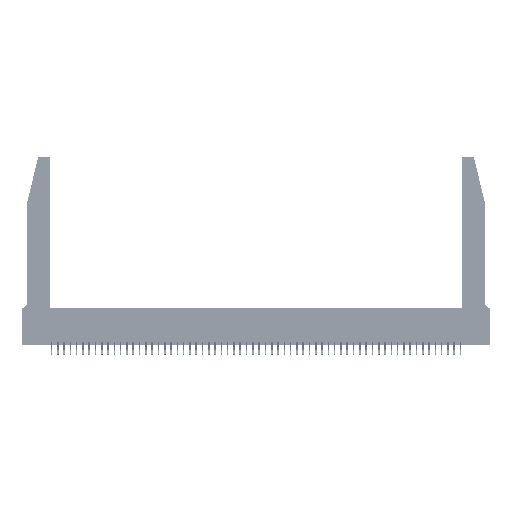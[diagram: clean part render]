
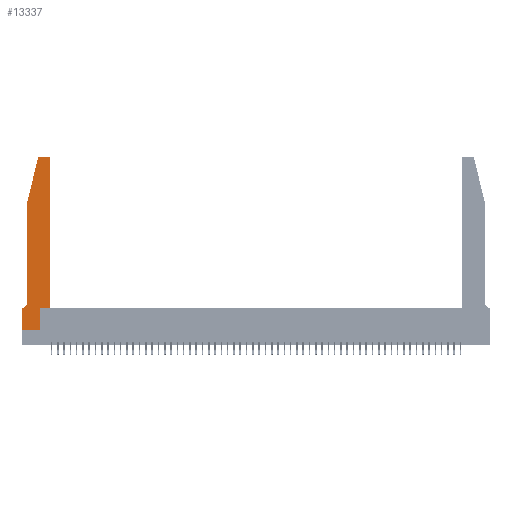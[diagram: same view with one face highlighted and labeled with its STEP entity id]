
A CAD part, top view. The second image highlights one B-rep face of the part: STEP entity #13337.
In plain terms, the highlighted planar face has unit normal (0, 0, 1).
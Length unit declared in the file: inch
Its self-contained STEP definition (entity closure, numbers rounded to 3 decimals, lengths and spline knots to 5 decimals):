
#352 = CARTESIAN_POINT ( 'NONE',  ( 0.0755, 0.35, 0.37 ) ) ;
#887 = VERTEX_POINT ( 'NONE', #17308 ) ;
#1424 = DIRECTION ( 'NONE',  ( -0.239, -0.971, 0. ) ) ;
#1854 = CARTESIAN_POINT ( 'NONE',  ( 0.0055, 0.35, 0.37 ) ) ;
#2566 = CARTESIAN_POINT ( 'NONE',  ( 0.4505, 0.35, 0.37 ) ) ;
#3770 = AXIS2_PLACEMENT_3D ( 'NONE', #12412, #36947, #16730 ) ;
#4263 = AXIS2_PLACEMENT_3D ( 'NONE', #30647, #34787, #5434 ) ;
#5407 = EDGE_CURVE ( 'NONE', #35235, #10400, #9860, .T. ) ;
#5434 = DIRECTION ( 'NONE',  ( -1., 0., 0. ) ) ;
#6746 = CARTESIAN_POINT ( 'NONE',  ( 0.4505, 0.35, 0.37 ) ) ;
#7333 = ORIENTED_EDGE ( 'NONE', *, *, #53330, .T. ) ;
#7347 = ORIENTED_EDGE ( 'NONE', *, *, #34211, .T. ) ;
#7512 = CARTESIAN_POINT ( 'NONE',  ( 0.2865, 0.35, 0.37 ) ) ;
#8496 = DIRECTION ( 'NONE',  ( 1., 0., 0. ) ) ;
#9860 = LINE ( 'NONE', #2566, #14332 ) ;
#10400 = VERTEX_POINT ( 'NONE', #6746 ) ;
#10587 = LINE ( 'NONE', #7512, #35681 ) ;
#11201 = DIRECTION ( 'NONE',  ( 0., -1., 0. ) ) ;
#11642 = EDGE_CURVE ( 'NONE', #887, #18935, #34234, .T. ) ;
#11823 = DIRECTION ( 'NONE',  ( 1., 0., 0. ) ) ;
#12412 = CARTESIAN_POINT ( 'NONE',  ( 0., 0.35, 0.37 ) ) ;
#12613 = CARTESIAN_POINT ( 'NONE',  ( 0., 0., 0.37 ) ) ;
#13337 = ADVANCED_FACE ( 'NONE', ( #51057 ), #48573, .T. ) ;
#13912 = EDGE_CURVE ( 'NONE', #33126, #14145, #24321, .T. ) ;
#13985 = CARTESIAN_POINT ( 'NONE',  ( 0.0755, 2., 0.37 ) ) ;
#14145 = VERTEX_POINT ( 'NONE', #41760 ) ;
#14332 = VECTOR ( 'NONE', #48260, 39.37008 ) ;
#15640 = EDGE_CURVE ( 'NONE', #24042, #39018, #52096, .T. ) ;
#15881 = LINE ( 'NONE', #352, #33947 ) ;
#15883 = CARTESIAN_POINT ( 'NONE',  ( 0.4205, 2.72, 0.37 ) ) ;
#16512 = EDGE_CURVE ( 'NONE', #18935, #35235, #10587, .T. ) ;
#16730 = DIRECTION ( 'NONE',  ( 1., 0., 0. ) ) ;
#17308 = CARTESIAN_POINT ( 'NONE',  ( 0., 0., 0.37 ) ) ;
#17319 = EDGE_CURVE ( 'NONE', #33798, #49871, #40384, .T. ) ;
#17329 = LINE ( 'NONE', #40248, #24370 ) ;
#18935 = VERTEX_POINT ( 'NONE', #25909 ) ;
#20178 = ORIENTED_EDGE ( 'NONE', *, *, #11642, .T. ) ;
#20213 = ORIENTED_EDGE ( 'NONE', *, *, #32166, .T. ) ;
#20406 = AXIS2_PLACEMENT_3D ( 'NONE', #15883, #45677, #11823 ) ;
#20501 = VECTOR ( 'NONE', #37136, 39.37008 ) ;
#23959 = CIRCLE ( 'NONE', #42073, 0.03 ) ;
#24017 = VERTEX_POINT ( 'NONE', #39189 ) ;
#24042 = VERTEX_POINT ( 'NONE', #47379 ) ;
#24204 = EDGE_CURVE ( 'NONE', #14145, #33798, #17329, .T. ) ;
#24321 = LINE ( 'NONE', #13985, #48989 ) ;
#24360 = LINE ( 'NONE', #44095, #30190 ) ;
#24370 = VECTOR ( 'NONE', #11201, 39.37008 ) ;
#25016 = CARTESIAN_POINT ( 'NONE',  ( 0.284, 2.75, 0.37 ) ) ;
#25909 = CARTESIAN_POINT ( 'NONE',  ( 0.2865, 0., 0.37 ) ) ;
#26224 = CARTESIAN_POINT ( 'NONE',  ( 0.284, 2.72, 0.37 ) ) ;
#26632 = CARTESIAN_POINT ( 'NONE',  ( 0.4205, 2.75, 0.37 ) ) ;
#27400 = EDGE_CURVE ( 'NONE', #10400, #24042, #39022, .T. ) ;
#27595 = CARTESIAN_POINT ( 'NONE',  ( 0.4505, 0.35, 0.37 ) ) ;
#27843 = ORIENTED_EDGE ( 'NONE', *, *, #17319, .T. ) ;
#28622 = CARTESIAN_POINT ( 'NONE',  ( 0., 0., 0.37 ) ) ;
#28994 = DIRECTION ( 'NONE',  ( -1., 0., 0. ) ) ;
#30190 = VECTOR ( 'NONE', #31879, 39.37008 ) ;
#30420 = ORIENTED_EDGE ( 'NONE', *, *, #5407, .T. ) ;
#30647 = CARTESIAN_POINT ( 'NONE',  ( 0.0055, 0.42, 0.37 ) ) ;
#31750 = DIRECTION ( 'NONE',  ( 0., 1., 0. ) ) ;
#31879 = DIRECTION ( 'NONE',  ( -1., 0., 0. ) ) ;
#32166 = EDGE_CURVE ( 'NONE', #38809, #33126, #23959, .T. ) ;
#32872 = DIRECTION ( 'NONE',  ( 0., 1., 0. ) ) ;
#33126 = VERTEX_POINT ( 'NONE', #35539 ) ;
#33798 = VERTEX_POINT ( 'NONE', #48217 ) ;
#33947 = VECTOR ( 'NONE', #28994, 39.37008 ) ;
#34211 = EDGE_CURVE ( 'NONE', #39018, #38809, #24360, .T. ) ;
#34234 = LINE ( 'NONE', #12613, #35518 ) ;
#34787 = DIRECTION ( 'NONE',  ( 0., 0., -1. ) ) ;
#34858 = ORIENTED_EDGE ( 'NONE', *, *, #15640, .T. ) ;
#35078 = ORIENTED_EDGE ( 'NONE', *, *, #36355, .T. ) ;
#35235 = VERTEX_POINT ( 'NONE', #42171 ) ;
#35518 = VECTOR ( 'NONE', #8496, 39.37008 ) ;
#35539 = CARTESIAN_POINT ( 'NONE',  ( 0.25487, 2.72718, 0.37 ) ) ;
#35681 = VECTOR ( 'NONE', #32872, 39.37008 ) ;
#36355 = EDGE_CURVE ( 'NONE', #24017, #887, #49187, .T. ) ;
#36947 = DIRECTION ( 'NONE',  ( 0., 0., 1. ) ) ;
#37136 = DIRECTION ( 'NONE',  ( 0., -1., 0. ) ) ;
#38809 = VERTEX_POINT ( 'NONE', #25016 ) ;
#39018 = VERTEX_POINT ( 'NONE', #26632 ) ;
#39022 = LINE ( 'NONE', #27595, #52053 ) ;
#39189 = CARTESIAN_POINT ( 'NONE',  ( 0., 0.35, 0.37 ) ) ;
#39731 = ORIENTED_EDGE ( 'NONE', *, *, #13912, .T. ) ;
#39919 = ORIENTED_EDGE ( 'NONE', *, *, #24204, .T. ) ;
#40248 = CARTESIAN_POINT ( 'NONE',  ( 0.0755, 2., 0.37 ) ) ;
#40384 = CIRCLE ( 'NONE', #4263, 0.07 ) ;
#40560 = ORIENTED_EDGE ( 'NONE', *, *, #27400, .T. ) ;
#41053 = ORIENTED_EDGE ( 'NONE', *, *, #16512, .T. ) ;
#41760 = CARTESIAN_POINT ( 'NONE',  ( 0.0755, 2., 0.37 ) ) ;
#41995 = DIRECTION ( 'NONE',  ( 0., 0., 1. ) ) ;
#42073 = AXIS2_PLACEMENT_3D ( 'NONE', #26224, #41995, #42185 ) ;
#42171 = CARTESIAN_POINT ( 'NONE',  ( 0.2865, 0.35, 0.37 ) ) ;
#42185 = DIRECTION ( 'NONE',  ( 1., 0., 0. ) ) ;
#44095 = CARTESIAN_POINT ( 'NONE',  ( 0.2605, 2.75, 0.37 ) ) ;
#44196 = EDGE_LOOP ( 'NONE', ( #7347, #20213, #39731, #39919, #27843, #7333, #35078, #20178, #41053, #30420, #40560, #34858 ) ) ;
#45677 = DIRECTION ( 'NONE',  ( 0., 0., 1. ) ) ;
#47379 = CARTESIAN_POINT ( 'NONE',  ( 0.4505, 2.72, 0.37 ) ) ;
#48217 = CARTESIAN_POINT ( 'NONE',  ( 0.0755, 0.42, 0.37 ) ) ;
#48260 = DIRECTION ( 'NONE',  ( 1., 0., 0. ) ) ;
#48573 = PLANE ( 'NONE',  #3770 ) ;
#48989 = VECTOR ( 'NONE', #1424, 39.37008 ) ;
#49187 = LINE ( 'NONE', #28622, #20501 ) ;
#49871 = VERTEX_POINT ( 'NONE', #1854 ) ;
#51057 = FACE_OUTER_BOUND ( 'NONE', #44196, .T. ) ;
#52053 = VECTOR ( 'NONE', #31750, 39.37008 ) ;
#52096 = CIRCLE ( 'NONE', #20406, 0.03 ) ;
#53330 = EDGE_CURVE ( 'NONE', #49871, #24017, #15881, .T. ) ;
